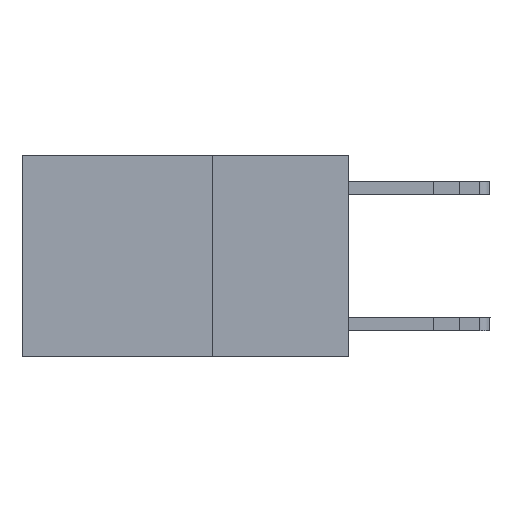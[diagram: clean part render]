
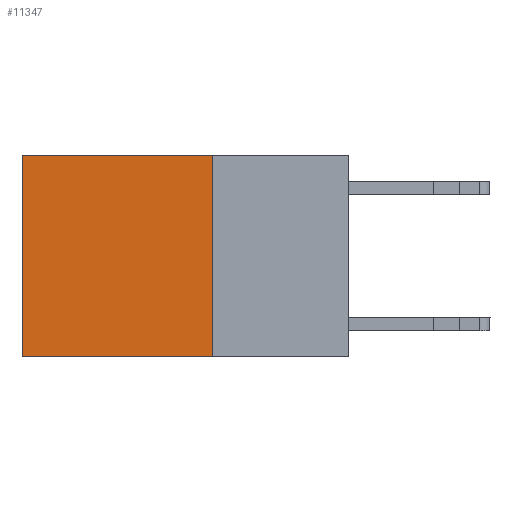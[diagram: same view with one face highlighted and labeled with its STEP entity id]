
A CAD part, left-side view. The second image highlights one B-rep face of the part: STEP entity #11347.
In plain terms, the highlighted planar face has unit normal (-1, 0, 0).
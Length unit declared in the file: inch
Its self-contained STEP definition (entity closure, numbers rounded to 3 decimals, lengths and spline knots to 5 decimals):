
#59 = EDGE_CURVE ( 'NONE', #2930, #1644, #11021, .T. ) ;
#586 = CARTESIAN_POINT ( 'NONE',  ( 0.2625, 0.6, 0. ) ) ;
#1398 = CARTESIAN_POINT ( 'NONE',  ( 0.2625, 0.25, 0. ) ) ;
#1621 = DIRECTION ( 'NONE',  ( 0., 1., 0. ) ) ;
#1644 = VERTEX_POINT ( 'NONE', #4875 ) ;
#1981 = ORIENTED_EDGE ( 'NONE', *, *, #3974, .F. ) ;
#2438 = EDGE_LOOP ( 'NONE', ( #4499, #1981, #8125, #12966 ) ) ;
#2751 = LINE ( 'NONE', #8136, #17157 ) ;
#2795 = DIRECTION ( 'NONE',  ( 1., 0., 0. ) ) ;
#2930 = VERTEX_POINT ( 'NONE', #586 ) ;
#3583 = VECTOR ( 'NONE', #17252, 39.37008 ) ;
#3974 = EDGE_CURVE ( 'NONE', #12904, #1644, #11549, .T. ) ;
#4499 = ORIENTED_EDGE ( 'NONE', *, *, #59, .T. ) ;
#4875 = CARTESIAN_POINT ( 'NONE',  ( 0.2625, 0.6, -0.37 ) ) ;
#5373 = VECTOR ( 'NONE', #1621, 39.37008 ) ;
#6050 = CARTESIAN_POINT ( 'NONE',  ( 0.2625, 0.25, 0. ) ) ;
#8125 = ORIENTED_EDGE ( 'NONE', *, *, #8928, .F. ) ;
#8136 = CARTESIAN_POINT ( 'NONE',  ( 0.2625, 0.25, 0. ) ) ;
#8205 = DIRECTION ( 'NONE',  ( 0., 1., 0. ) ) ;
#8726 = CARTESIAN_POINT ( 'NONE',  ( 0.2625, 0.25, -0.37 ) ) ;
#8928 = EDGE_CURVE ( 'NONE', #16054, #12904, #10693, .T. ) ;
#9913 = PLANE ( 'NONE',  #11460 ) ;
#10145 = CARTESIAN_POINT ( 'NONE',  ( 0.2625, 0.25, -0.37 ) ) ;
#10693 = LINE ( 'NONE', #15939, #3583 ) ;
#11021 = LINE ( 'NONE', #16130, #17861 ) ;
#11295 = DIRECTION ( 'NONE',  ( 0., 0., -1. ) ) ;
#11347 = ADVANCED_FACE ( 'NONE', ( #12929 ), #9913, .F. ) ;
#11460 = AXIS2_PLACEMENT_3D ( 'NONE', #1398, #2795, #12633 ) ;
#11549 = LINE ( 'NONE', #10145, #5373 ) ;
#12633 = DIRECTION ( 'NONE',  ( 0., 0., -1. ) ) ;
#12904 = VERTEX_POINT ( 'NONE', #8726 ) ;
#12929 = FACE_OUTER_BOUND ( 'NONE', #2438, .T. ) ;
#12966 = ORIENTED_EDGE ( 'NONE', *, *, #16588, .T. ) ;
#15939 = CARTESIAN_POINT ( 'NONE',  ( 0.2625, 0.25, 0. ) ) ;
#16054 = VERTEX_POINT ( 'NONE', #6050 ) ;
#16130 = CARTESIAN_POINT ( 'NONE',  ( 0.2625, 0.6, 0. ) ) ;
#16588 = EDGE_CURVE ( 'NONE', #16054, #2930, #2751, .T. ) ;
#17157 = VECTOR ( 'NONE', #8205, 39.37008 ) ;
#17252 = DIRECTION ( 'NONE',  ( 0., 0., -1. ) ) ;
#17861 = VECTOR ( 'NONE', #11295, 39.37008 ) ;
